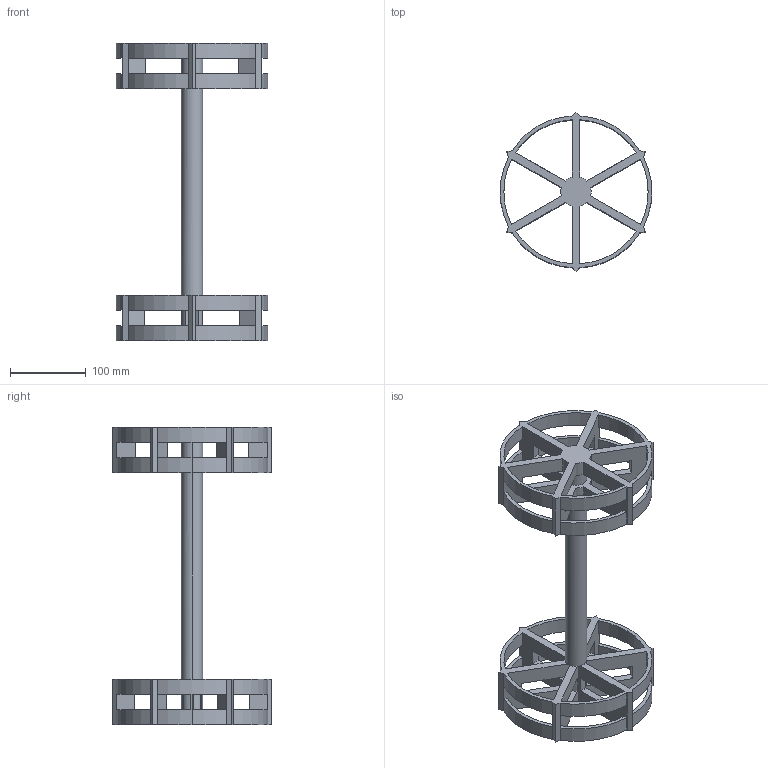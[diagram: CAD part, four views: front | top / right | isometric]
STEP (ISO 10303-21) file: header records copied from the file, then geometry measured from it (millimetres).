
FILE_DESCRIPTION (( 'STEP AP203' ), '1' );
FILE_NAME ('weel01_Default_sldprt.STEP', '2023-12-01T04:23:22', ( '' ), ( '' ), 'SwSTEP 2.0', 'SolidWorks 2018', '' );
FILE_SCHEMA (( 'CONFIG_CONTROL_DESIGN' ));
Length unit declared in the file: centimetre
Products named in the file (1): weel01_Default_sldprt
Bounding box: 200 x 210 x 392 mm (x, y, z)
Volume: 962780.3 mm3; surface area: 281793.2 mm2
Topology: 1 solids, 1 shells, 188 faces, 648 edges, 424 vertices
Faces by surface type: plane 96, cylinder 92
Entity records: 7237 total; most frequent: ORIENTED_EDGE 1296, CARTESIAN_POINT 1261, DIRECTION 1222, EDGE_CURVE 648, VECTOR 452, LINE 452, VERTEX_POINT 424, AXIS2_PLACEMENT_3D 385
